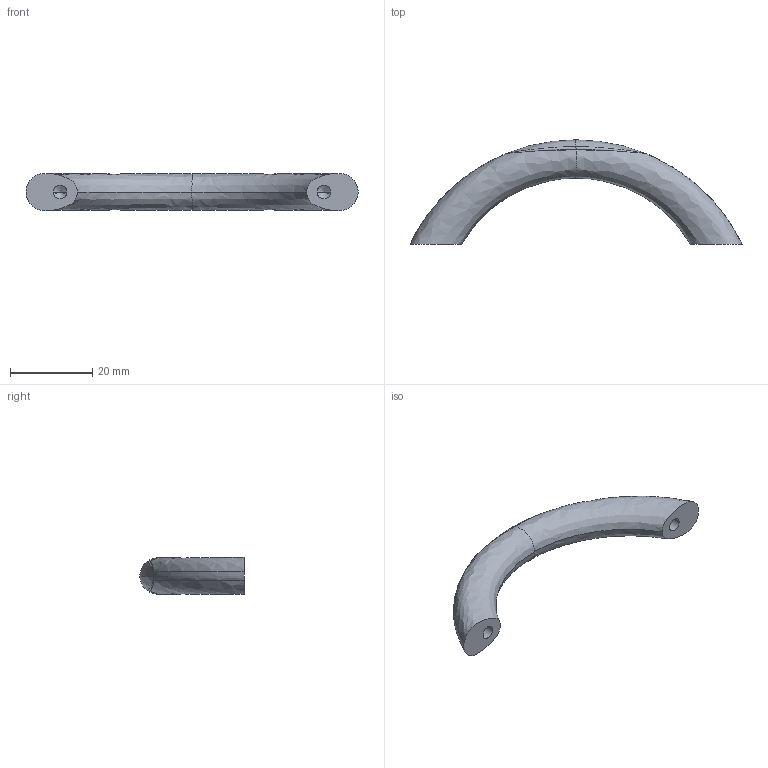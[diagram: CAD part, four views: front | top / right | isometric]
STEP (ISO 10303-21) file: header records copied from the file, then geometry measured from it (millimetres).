
FILE_DESCRIPTION(('Creo Elements/Direct Modeling STEP Export'),'2;1');
FILE_NAME('1586-80.stp','2019-01-14T16:09:08',(''),(''),'Creo Elements/Direct Modeling STEP processor for AP214 (Solid Model)','Creo Elements/Direct Modeling 20.0 12-Nov-2016 (C) Parametric Technology GmbH','');
FILE_SCHEMA(('AUTOMOTIVE_DESIGN { 1 0 10303 214 1 1 1 1 }'));
Products named in the file (1): 1586-80
Bounding box: 80.57 x 25.3 x 9.01 mm (x, y, z)
Volume: 5780.8 mm3; surface area: 2986.2 mm2
Topology: 1 solids, 1 shells, 76 faces, 200 edges, 126 vertices
Faces by surface type: bspline 30, plane 20, cylinder 18, cone 4, extrusion 4
Entity records: 77388 total; most frequent: CARTESIAN_POINT 75785, ORIENTED_EDGE 392, EDGE_CURVE 196, DIRECTION 172, B_SPLINE_CURVE_WITH_KNOTS 126, VERTEX_POINT 126, EDGE_LOOP 80, FACE_OUTER_BOUND 76
